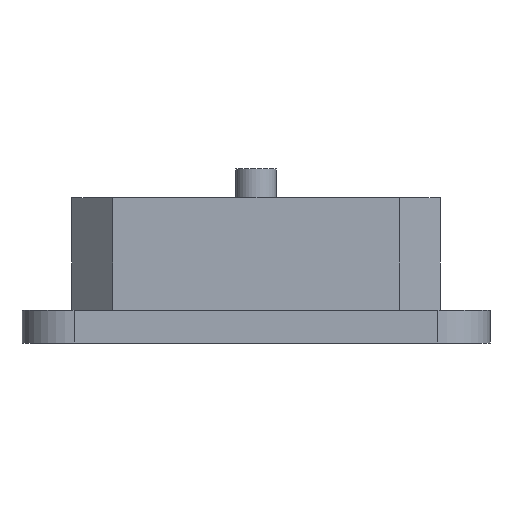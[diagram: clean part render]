
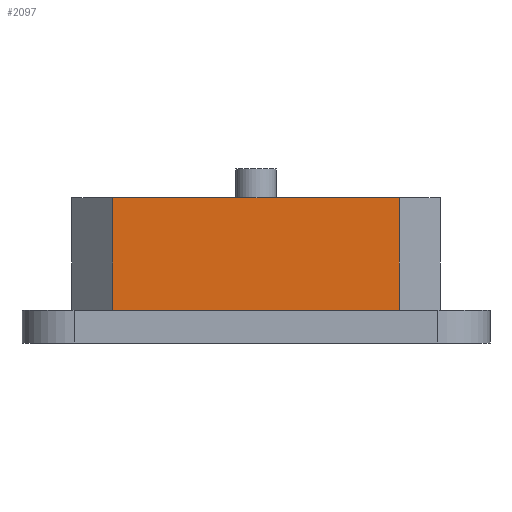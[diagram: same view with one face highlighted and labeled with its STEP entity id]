
A CAD part, left-side view. The second image highlights one B-rep face of the part: STEP entity #2097.
In plain terms, the highlighted planar face has unit normal (-1, 0, 0).
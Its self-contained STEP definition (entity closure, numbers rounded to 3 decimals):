
#150=PLANE('',#2329);
#262=FACE_OUTER_BOUND('',#462,.T.);
#462=EDGE_LOOP('',(#1769,#1770,#1771,#1772));
#588=LINE('',#3333,#760);
#598=LINE('',#3354,#770);
#604=LINE('',#3365,#776);
#605=LINE('',#3367,#777);
#760=VECTOR('',#2755,10.);
#770=VECTOR('',#2773,10.);
#776=VECTOR('',#2785,10.);
#777=VECTOR('',#2788,10.);
#1078=VERTEX_POINT('',#3330);
#1079=VERTEX_POINT('',#3332);
#1085=VERTEX_POINT('',#3351);
#1086=VERTEX_POINT('',#3353);
#1312=EDGE_CURVE('',#1078,#1079,#588,.T.);
#1322=EDGE_CURVE('',#1085,#1086,#598,.T.);
#1328=EDGE_CURVE('',#1086,#1078,#604,.T.);
#1329=EDGE_CURVE('',#1079,#1085,#605,.T.);
#1769=ORIENTED_EDGE('',*,*,#1328,.F.);
#1770=ORIENTED_EDGE('',*,*,#1322,.F.);
#1771=ORIENTED_EDGE('',*,*,#1329,.F.);
#1772=ORIENTED_EDGE('',*,*,#1312,.F.);
#2097=ADVANCED_FACE('',(#262),#150,.T.);
#2329=AXIS2_PLACEMENT_3D('',#3366,#2786,#2787);
#2755=DIRECTION('',(0.,-1.,0.));
#2773=DIRECTION('',(0.,1.,0.));
#2785=DIRECTION('',(0.,0.,1.));
#2786=DIRECTION('center_axis',(-1.,0.,0.));
#2787=DIRECTION('ref_axis',(0.,-1.,0.));
#2788=DIRECTION('',(0.,0.,-1.));
#3330=CARTESIAN_POINT('',(2.43,18.43,7.1));
#3332=CARTESIAN_POINT('',(2.43,4.43,7.1));
#3333=CARTESIAN_POINT('',(2.43,2.43,7.1));
#3351=CARTESIAN_POINT('',(2.43,4.43,1.6));
#3353=CARTESIAN_POINT('',(2.43,18.43,1.6));
#3354=CARTESIAN_POINT('',(2.43,2.43,1.6));
#3365=CARTESIAN_POINT('',(2.43,18.43,1.6));
#3366=CARTESIAN_POINT('Origin',(2.43,20.43,1.6));
#3367=CARTESIAN_POINT('',(2.43,4.43,1.6));
